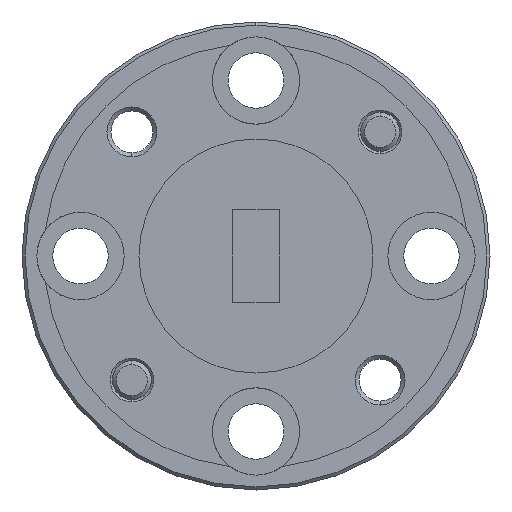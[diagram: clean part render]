
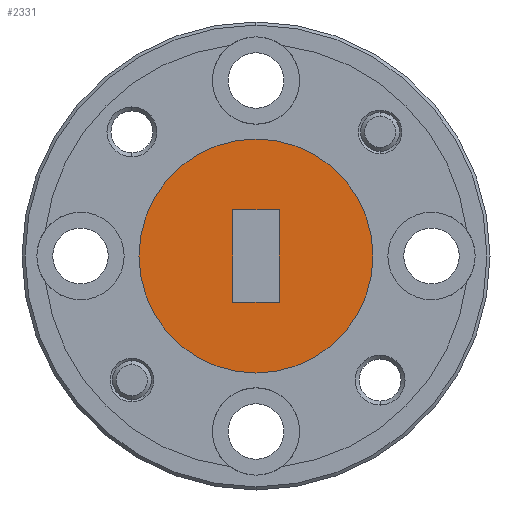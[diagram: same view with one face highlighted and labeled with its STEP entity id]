
A CAD part, left-side view. The second image highlights one B-rep face of the part: STEP entity #2331.
In plain terms, the highlighted planar face has unit normal (-1, 0, 0).
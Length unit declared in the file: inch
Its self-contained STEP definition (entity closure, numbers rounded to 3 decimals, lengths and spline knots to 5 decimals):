
#46 = LINE ( 'NONE', #1225, #2690 ) ;
#64 = CARTESIAN_POINT ( 'NONE',  ( -2.10721, 0.17347, 0.59833 ) ) ;
#100 = VERTEX_POINT ( 'NONE', #3413 ) ;
#106 = ORIENTED_EDGE ( 'NONE', *, *, #3421, .T. ) ;
#222 = VERTEX_POINT ( 'NONE', #2770 ) ;
#243 = CARTESIAN_POINT ( 'NONE',  ( -2.10721, 0.17347, 0.78583 ) ) ;
#388 = LINE ( 'NONE', #2520, #1140 ) ;
#874 = EDGE_CURVE ( 'NONE', #3267, #3784, #46, .T. ) ;
#875 = DIRECTION ( 'NONE',  ( 0., 0., 1. ) ) ;
#887 = EDGE_CURVE ( 'NONE', #100, #3267, #1449, .T. ) ;
#1033 = DIRECTION ( 'NONE',  ( 0., 0., 1. ) ) ;
#1083 = CIRCLE ( 'NONE', #3654, 0.1875 ) ;
#1140 = VECTOR ( 'NONE', #3066, 39.37008 ) ;
#1157 = LINE ( 'NONE', #3221, #2672 ) ;
#1158 = EDGE_LOOP ( 'NONE', ( #2779, #1535, #2526, #1836 ) ) ;
#1173 = ORIENTED_EDGE ( 'NONE', *, *, #2442, .T. ) ;
#1225 = CARTESIAN_POINT ( 'NONE',  ( -2.10721, 0.21047, 0.67233 ) ) ;
#1235 = DIRECTION ( 'NONE',  ( -1., 0., 0. ) ) ;
#1266 = CARTESIAN_POINT ( 'NONE',  ( -2.10721, 0.17347, 0.41083 ) ) ;
#1388 = CARTESIAN_POINT ( 'NONE',  ( -2.10721, 0.21047, 0.52433 ) ) ;
#1390 = AXIS2_PLACEMENT_3D ( 'NONE', #2387, #1235, #3568 ) ;
#1449 = LINE ( 'NONE', #2629, #1893 ) ;
#1535 = ORIENTED_EDGE ( 'NONE', *, *, #874, .F. ) ;
#1688 = CIRCLE ( 'NONE', #2253, 0.1875 ) ;
#1732 = VERTEX_POINT ( 'NONE', #243 ) ;
#1738 = DIRECTION ( 'NONE',  ( 0., 0., -1. ) ) ;
#1836 = ORIENTED_EDGE ( 'NONE', *, *, #3442, .F. ) ;
#1893 = VECTOR ( 'NONE', #3790, 39.37008 ) ;
#2117 = DIRECTION ( 'NONE',  ( -1., 0., 0. ) ) ;
#2253 = AXIS2_PLACEMENT_3D ( 'NONE', #2952, #3052, #1033 ) ;
#2331 = ADVANCED_FACE ( 'NONE', ( #3761, #3801 ), #3780, .T. ) ;
#2387 = CARTESIAN_POINT ( 'NONE',  ( -2.10721, 0.54847, 0.59833 ) ) ;
#2442 = EDGE_CURVE ( 'NONE', #3573, #1732, #1688, .T. ) ;
#2520 = CARTESIAN_POINT ( 'NONE',  ( -2.10721, 0.13647, 0.52433 ) ) ;
#2526 = ORIENTED_EDGE ( 'NONE', *, *, #887, .F. ) ;
#2629 = CARTESIAN_POINT ( 'NONE',  ( -2.10721, 0.13647, 0.67233 ) ) ;
#2672 = VECTOR ( 'NONE', #2931, 39.37008 ) ;
#2674 = CARTESIAN_POINT ( 'NONE',  ( -2.10721, 0.21047, 0.67233 ) ) ;
#2690 = VECTOR ( 'NONE', #1738, 39.37008 ) ;
#2770 = CARTESIAN_POINT ( 'NONE',  ( -2.10721, 0.13647, 0.52433 ) ) ;
#2779 = ORIENTED_EDGE ( 'NONE', *, *, #3754, .F. ) ;
#2931 = DIRECTION ( 'NONE',  ( 0., 0., 1. ) ) ;
#2952 = CARTESIAN_POINT ( 'NONE',  ( -2.10721, 0.17347, 0.59833 ) ) ;
#3052 = DIRECTION ( 'NONE',  ( -1., 0., 0. ) ) ;
#3066 = DIRECTION ( 'NONE',  ( 0., -1., 0. ) ) ;
#3103 = EDGE_LOOP ( 'NONE', ( #106, #1173 ) ) ;
#3221 = CARTESIAN_POINT ( 'NONE',  ( -2.10721, 0.13647, 0.67233 ) ) ;
#3267 = VERTEX_POINT ( 'NONE', #2674 ) ;
#3413 = CARTESIAN_POINT ( 'NONE',  ( -2.10721, 0.13647, 0.67233 ) ) ;
#3421 = EDGE_CURVE ( 'NONE', #1732, #3573, #1083, .T. ) ;
#3442 = EDGE_CURVE ( 'NONE', #222, #100, #1157, .T. ) ;
#3568 = DIRECTION ( 'NONE',  ( 0., 0., 1. ) ) ;
#3573 = VERTEX_POINT ( 'NONE', #1266 ) ;
#3654 = AXIS2_PLACEMENT_3D ( 'NONE', #64, #2117, #875 ) ;
#3754 = EDGE_CURVE ( 'NONE', #3784, #222, #388, .T. ) ;
#3761 = FACE_BOUND ( 'NONE', #1158, .T. ) ;
#3780 = PLANE ( 'NONE',  #1390 ) ;
#3784 = VERTEX_POINT ( 'NONE', #1388 ) ;
#3790 = DIRECTION ( 'NONE',  ( 0., 1., 0. ) ) ;
#3801 = FACE_OUTER_BOUND ( 'NONE', #3103, .T. ) ;
